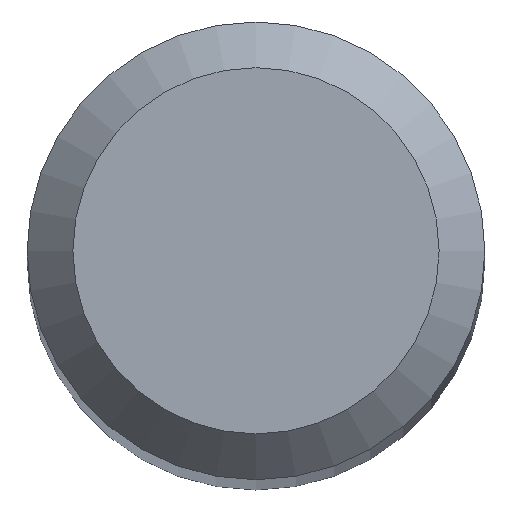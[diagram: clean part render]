
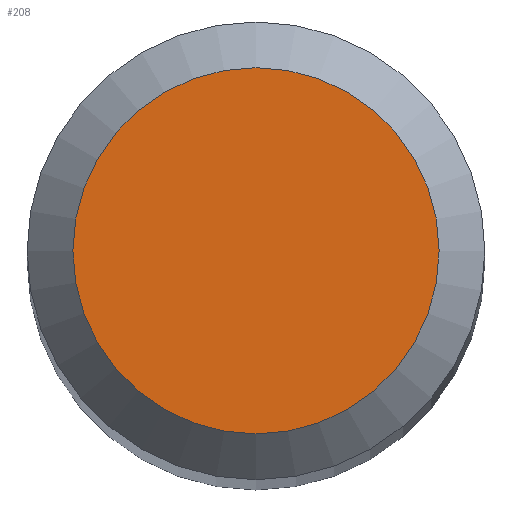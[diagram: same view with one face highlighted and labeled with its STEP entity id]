
A CAD part, top view. The second image highlights one B-rep face of the part: STEP entity #208.
In plain terms, the highlighted planar face has unit normal (0, 0, 1).
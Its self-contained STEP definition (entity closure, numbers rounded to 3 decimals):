
#3 = ORIENTED_EDGE ( 'NONE', *, *, #67, .F. ) ;
#17 = DIRECTION ( 'NONE',  ( 0., 1., 0. ) ) ;
#24 = FACE_OUTER_BOUND ( 'NONE', #210, .T. ) ;
#28 = CARTESIAN_POINT ( 'NONE',  ( 0., 0., 38. ) ) ;
#43 = DIRECTION ( 'NONE',  ( 0., 0., -1. ) ) ;
#47 = DIRECTION ( 'NONE',  ( 0., 1., 0. ) ) ;
#64 = CIRCLE ( 'NONE', #137, 0.8 ) ;
#65 = DIRECTION ( 'NONE',  ( 0., 0., -1. ) ) ;
#67 = EDGE_CURVE ( 'NONE', #91, #91, #64, .T. ) ;
#75 = CARTESIAN_POINT ( 'NONE',  ( 0., 0.8, 38. ) ) ;
#91 = VERTEX_POINT ( 'NONE', #75 ) ;
#106 = CARTESIAN_POINT ( 'NONE',  ( 0., 0., 38. ) ) ;
#137 = AXIS2_PLACEMENT_3D ( 'NONE', #106, #43, #17 ) ;
#167 = PLANE ( 'NONE',  #214 ) ;
#208 = ADVANCED_FACE ( 'NONE', ( #24 ), #167, .F. ) ;
#210 = EDGE_LOOP ( 'NONE', ( #3 ) ) ;
#214 = AXIS2_PLACEMENT_3D ( 'NONE', #28, #65, #47 ) ;
